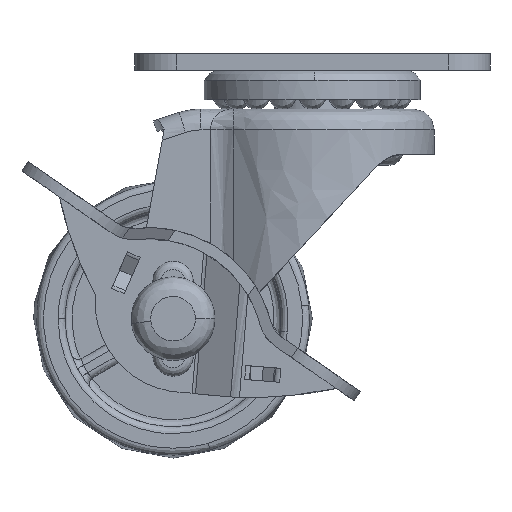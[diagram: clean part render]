
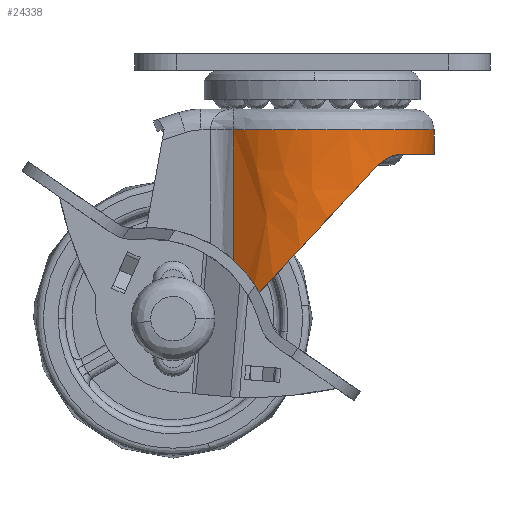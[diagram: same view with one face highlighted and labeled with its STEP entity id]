
A CAD part, front view. The second image highlights one B-rep face of the part: STEP entity #24338.
In plain terms, the highlighted free-form (B-spline) face has degree [1, 2] with [2, 7] control points.
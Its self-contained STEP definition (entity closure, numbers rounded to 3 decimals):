
#22367=CARTESIAN_POINT('',(8.626,13.3,27.1));
#22368=VERTEX_POINT('',#22367);
#22491=CARTESIAN_POINT('',(8.626,13.3,-0.301));
#22492=VERTEX_POINT('',#22491);
#22512=CARTESIAN_POINT('',(8.626,13.3,-0.301));
#22513=CARTESIAN_POINT('',(8.626,13.3,27.1));
#22514=QUASI_UNIFORM_CURVE('',1,(#22512,#22513),.UNSPECIFIED.,.F.,.U.);
#22515=EDGE_CURVE('',#22492,#22368,#22514,.T.);
#22534=CARTESIAN_POINT('',(8.626,-13.3,27.1));
#22535=VERTEX_POINT('',#22534);
#22558=CARTESIAN_POINT('',(8.626,-13.3,-0.301));
#22559=VERTEX_POINT('',#22558);
#22573=CARTESIAN_POINT('',(8.626,-13.3,27.1));
#22574=CARTESIAN_POINT('',(8.626,-13.3,-0.301));
#22575=QUASI_UNIFORM_CURVE('',1,(#22573,#22574),.UNSPECIFIED.,.F.,.U.);
#22576=EDGE_CURVE('',#22535,#22559,#22575,.T.);
#23291=CARTESIAN_POINT('',(8.626,13.3,27.1));
#23292=CARTESIAN_POINT('',(21.253,24.098,27.1));
#23293=CARTESIAN_POINT('',(32.692,12.049,27.1));
#23294=CARTESIAN_POINT('',(44.13,0.,27.1));
#23295=CARTESIAN_POINT('',(32.692,-12.049,27.1));
#23296=CARTESIAN_POINT('',(21.253,-24.098,27.1));
#23297=CARTESIAN_POINT('',(8.626,-13.3,27.1));
#23305=(BOUNDED_CURVE()B_SPLINE_CURVE(2,(#23291,#23292,#23293,#23294,#23295,#23296,#23297),.UNSPECIFIED.,.F.,.U.)B_SPLINE_CURVE_WITH_KNOTS((3,2,2,3),(0.0,0.333,0.667,1.0),.UNSPECIFIED.)CURVE()GEOMETRIC_REPRESENTATION_ITEM()RATIONAL_B_SPLINE_CURVE((1.0,0.725,1.0,0.725,1.0,0.725,1.0))REPRESENTATION_ITEM(''));
#23306=EDGE_CURVE('',#22368,#22535,#23305,.T.);
#23982=CARTESIAN_POINT('',(29.333,-14.804,21.999));
#23983=VERTEX_POINT('',#23982);
#23984=CARTESIAN_POINT('',(29.333,-14.804,21.999));
#23985=CARTESIAN_POINT('',(18.426,-21.68,10.253));
#23986=CARTESIAN_POINT('',(8.626,-13.3,-0.301));
#23994=(BOUNDED_CURVE()B_SPLINE_CURVE(2,(#23984,#23985,#23986),.UNSPECIFIED.,.F.,.U.)CURVE()GEOMETRIC_REPRESENTATION_ITEM()QUASI_UNIFORM_CURVE()RATIONAL_B_SPLINE_CURVE((1.0,0.805,1.0))REPRESENTATION_ITEM(''));
#23995=EDGE_CURVE('',#23983,#22559,#23994,.T.);
#24033=CARTESIAN_POINT('',(29.333,14.804,21.999));
#24034=VERTEX_POINT('',#24033);
#24035=CARTESIAN_POINT('',(8.626,13.3,-0.301));
#24036=CARTESIAN_POINT('',(18.426,21.68,10.253));
#24037=CARTESIAN_POINT('',(29.333,14.804,21.999));
#24045=(BOUNDED_CURVE()B_SPLINE_CURVE(2,(#24035,#24036,#24037),.UNSPECIFIED.,.F.,.U.)CURVE()GEOMETRIC_REPRESENTATION_ITEM()QUASI_UNIFORM_CURVE()RATIONAL_B_SPLINE_CURVE((1.0,0.805,1.0))REPRESENTATION_ITEM(''));
#24046=EDGE_CURVE('',#22492,#24034,#24045,.T.);
#24077=CARTESIAN_POINT('',(33.0,-11.715,23.6));
#24078=VERTEX_POINT('',#24077);
#24079=CARTESIAN_POINT('',(33.0,-11.715,23.6));
#24080=CARTESIAN_POINT('',(32.939,-11.783,23.6));
#24081=CARTESIAN_POINT('',(32.878,-11.85,23.599));
#24082=CARTESIAN_POINT('',(32.75,-11.988,23.594));
#24083=CARTESIAN_POINT('',(32.683,-12.058,23.59));
#24084=CARTESIAN_POINT('',(32.348,-12.406,23.565));
#24085=CARTESIAN_POINT('',(32.075,-12.673,23.522));
#24086=CARTESIAN_POINT('',(31.518,-13.181,23.384));
#24087=CARTESIAN_POINT('',(31.235,-13.422,23.289));
#24088=CARTESIAN_POINT('',(30.878,-13.709,23.128));
#24089=CARTESIAN_POINT('',(30.806,-13.765,23.094));
#24090=CARTESIAN_POINT('',(30.665,-13.875,23.022));
#24091=CARTESIAN_POINT('',(30.594,-13.929,22.984));
#24092=CARTESIAN_POINT('',(30.384,-14.087,22.864));
#24093=CARTESIAN_POINT('',(30.246,-14.188,22.777));
#24094=CARTESIAN_POINT('',(29.975,-14.38,22.584));
#24095=CARTESIAN_POINT('',(29.841,-14.471,22.48));
#24096=CARTESIAN_POINT('',(29.646,-14.602,22.309));
#24097=CARTESIAN_POINT('',(29.581,-14.644,22.249));
#24098=CARTESIAN_POINT('',(29.455,-14.726,22.127));
#24099=CARTESIAN_POINT('',(29.393,-14.766,22.064));
#24100=CARTESIAN_POINT('',(29.333,-14.804,21.999));
#24101=B_SPLINE_CURVE_WITH_KNOTS('',3,(#24079,#24080,#24081,#24082,#24083,#24084,#24085,#24086,#24087,#24088,#24089,#24090,#24091,#24092,#24093,#24094,#24095,#24096,#24097,#24098,#24099,#24100),.UNSPECIFIED.,.F.,.U.,(4,2,2,2,2,2,2,2,2,2,4),(0.86,0.867,0.875,0.906,0.938,0.945,0.953,0.969,0.984,0.992,1.0),.UNSPECIFIED.);
#24102=EDGE_CURVE('',#24078,#23983,#24101,.T.);
#24128=CARTESIAN_POINT('',(33.0,11.715,23.6));
#24129=VERTEX_POINT('',#24128);
#24130=CARTESIAN_POINT('',(29.333,14.804,21.999));
#24131=CARTESIAN_POINT('',(29.574,14.651,22.259));
#24132=CARTESIAN_POINT('',(29.834,14.48,22.484));
#24133=CARTESIAN_POINT('',(30.175,14.238,22.726));
#24134=CARTESIAN_POINT('',(30.244,14.188,22.773));
#24135=CARTESIAN_POINT('',(30.384,14.087,22.862));
#24136=CARTESIAN_POINT('',(30.453,14.035,22.904));
#24137=CARTESIAN_POINT('',(30.664,13.877,23.023));
#24138=CARTESIAN_POINT('',(30.805,13.768,23.095));
#24139=CARTESIAN_POINT('',(31.087,13.541,23.222));
#24140=CARTESIAN_POINT('',(31.229,13.423,23.278));
#24141=CARTESIAN_POINT('',(31.442,13.241,23.352));
#24142=CARTESIAN_POINT('',(31.513,13.18,23.374));
#24143=CARTESIAN_POINT('',(31.655,13.055,23.416));
#24144=CARTESIAN_POINT('',(31.725,12.991,23.435));
#24145=CARTESIAN_POINT('',(32.075,12.672,23.522));
#24146=CARTESIAN_POINT('',(32.347,12.407,23.564));
#24147=CARTESIAN_POINT('',(32.743,11.996,23.595));
#24148=CARTESIAN_POINT('',(32.873,11.857,23.6));
#24149=CARTESIAN_POINT('',(33.0,11.715,23.6));
#24150=B_SPLINE_CURVE_WITH_KNOTS('',3,(#24130,#24131,#24132,#24133,#24134,#24135,#24136,#24137,#24138,#24139,#24140,#24141,#24142,#24143,#24144,#24145,#24146,#24147,#24148,#24149),.UNSPECIFIED.,.F.,.U.,(4,2,2,2,2,2,2,2,2,4),(0.0,0.031,0.039,0.047,0.062,0.078,0.086,0.094,0.125,0.141),.UNSPECIFIED.);
#24151=EDGE_CURVE('',#24034,#24129,#24150,.T.);
#24168=CARTESIAN_POINT('',(33.0,11.715,23.6));
#24169=CARTESIAN_POINT('',(43.558,0.,23.6));
#24170=CARTESIAN_POINT('',(33.0,-11.715,23.6));
#24178=(BOUNDED_CURVE()B_SPLINE_CURVE(2,(#24168,#24169,#24170),.UNSPECIFIED.,.F.,.U.)CURVE()GEOMETRIC_REPRESENTATION_ITEM()QUASI_UNIFORM_CURVE()RATIONAL_B_SPLINE_CURVE((1.0,0.743,1.0))REPRESENTATION_ITEM(''));
#24179=EDGE_CURVE('',#24129,#24078,#24178,.T.);
#24306=CARTESIAN_POINT('',(8.073,-12.806,27.785));
#24307=CARTESIAN_POINT('',(8.073,-12.806,-1.003));
#24308=CARTESIAN_POINT('',(20.731,-24.595,27.785));
#24309=CARTESIAN_POINT('',(20.731,-24.595,-1.003));
#24310=CARTESIAN_POINT('',(32.667,-12.075,27.785));
#24311=CARTESIAN_POINT('',(32.667,-12.075,-1.003));
#24312=CARTESIAN_POINT('',(44.602,0.445,27.785));
#24313=CARTESIAN_POINT('',(44.602,0.445,-1.003));
#24314=CARTESIAN_POINT('',(32.222,12.525,27.785));
#24315=CARTESIAN_POINT('',(32.222,12.525,-1.003));
#24316=CARTESIAN_POINT('',(19.841,24.605,27.785));
#24317=CARTESIAN_POINT('',(19.841,24.605,-1.003));
#24318=CARTESIAN_POINT('',(7.618,12.367,27.785));
#24319=CARTESIAN_POINT('',(7.618,12.367,-1.003));
#24327=(BOUNDED_SURFACE()B_SPLINE_SURFACE(1,2,((#24306,#24308,#24310,#24312,#24314,#24316,#24318),(#24307,#24309,#24311,#24313,#24315,#24317,#24319)),.UNSPECIFIED.,.F.,.F.,.U.)B_SPLINE_SURFACE_WITH_KNOTS((2,2),(3,2,2,3),(0.0,28.788),(0.0,28.757,57.513,86.27),.UNSPECIFIED.)GEOMETRIC_REPRESENTATION_ITEM()RATIONAL_B_SPLINE_SURFACE(((1.0,0.711,1.0,0.711,1.0,0.711,1.0),(1.0,0.711,1.0,0.711,1.0,0.711,1.0)))REPRESENTATION_ITEM('')SURFACE());
#24328=ORIENTED_EDGE('',*,*,#23306,.T.);
#24329=ORIENTED_EDGE('',*,*,#22576,.T.);
#24330=ORIENTED_EDGE('',*,*,#23995,.F.);
#24331=ORIENTED_EDGE('',*,*,#24102,.F.);
#24332=ORIENTED_EDGE('',*,*,#24179,.F.);
#24333=ORIENTED_EDGE('',*,*,#24151,.F.);
#24334=ORIENTED_EDGE('',*,*,#24046,.F.);
#24335=ORIENTED_EDGE('',*,*,#22515,.T.);
#24336=EDGE_LOOP('',(#24328,#24329,#24330,#24331,#24332,#24333,#24334,#24335));
#24337=FACE_OUTER_BOUND('',#24336,.T.);
#24338=ADVANCED_FACE('',(#24337),#24327,.T.);
